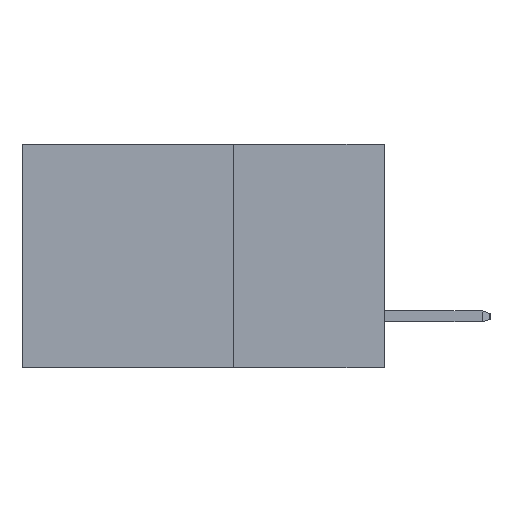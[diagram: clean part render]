
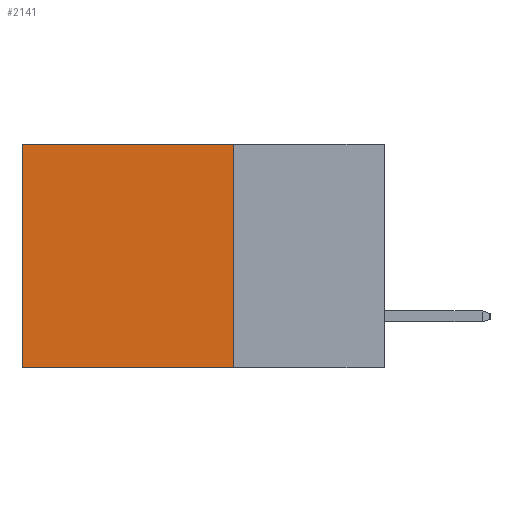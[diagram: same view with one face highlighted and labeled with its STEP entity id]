
A CAD part, left-side view. The second image highlights one B-rep face of the part: STEP entity #2141.
In plain terms, the highlighted planar face has unit normal (-1, 0, 0).
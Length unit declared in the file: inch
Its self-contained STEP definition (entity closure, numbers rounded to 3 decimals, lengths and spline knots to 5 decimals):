
#489 = DIRECTION ( 'NONE',  ( 0., 0., -1. ) ) ;
#963 = LINE ( 'NONE', #3393, #7684 ) ;
#1562 = DIRECTION ( 'NONE',  ( 0., 1., 0. ) ) ;
#1706 = LINE ( 'NONE', #3337, #11436 ) ;
#1881 = VERTEX_POINT ( 'NONE', #13996 ) ;
#2141 = ADVANCED_FACE ( 'NONE', ( #13884 ), #12943, .F. ) ;
#2180 = DIRECTION ( 'NONE',  ( 0., 1., 0. ) ) ;
#2768 = VECTOR ( 'NONE', #489, 39.37008 ) ;
#3337 = CARTESIAN_POINT ( 'NONE',  ( 0.298, 0.25, 0. ) ) ;
#3393 = CARTESIAN_POINT ( 'NONE',  ( 0.298, 0.25, 0. ) ) ;
#3975 = EDGE_LOOP ( 'NONE', ( #6067, #11263, #13823, #11528 ) ) ;
#4557 = DIRECTION ( 'NONE',  ( 0., 0., -1. ) ) ;
#5014 = EDGE_CURVE ( 'NONE', #12487, #11148, #12147, .T. ) ;
#5157 = LINE ( 'NONE', #5186, #10599 ) ;
#5186 = CARTESIAN_POINT ( 'NONE',  ( 0.298, 0.25, -0.37 ) ) ;
#5757 = CARTESIAN_POINT ( 'NONE',  ( 0.298, 0.6, -0.37 ) ) ;
#6067 = ORIENTED_EDGE ( 'NONE', *, *, #5014, .T. ) ;
#6744 = EDGE_CURVE ( 'NONE', #9551, #11148, #5157, .T. ) ;
#7684 = VECTOR ( 'NONE', #2180, 39.37008 ) ;
#8649 = CARTESIAN_POINT ( 'NONE',  ( 0.298, 0.25, -0.37 ) ) ;
#9210 = EDGE_CURVE ( 'NONE', #1881, #9551, #1706, .T. ) ;
#9551 = VERTEX_POINT ( 'NONE', #8649 ) ;
#9644 = CARTESIAN_POINT ( 'NONE',  ( 0.298, 0.6, 0. ) ) ;
#10599 = VECTOR ( 'NONE', #1562, 39.37008 ) ;
#11148 = VERTEX_POINT ( 'NONE', #5757 ) ;
#11156 = EDGE_CURVE ( 'NONE', #1881, #12487, #963, .T. ) ;
#11263 = ORIENTED_EDGE ( 'NONE', *, *, #6744, .F. ) ;
#11330 = AXIS2_PLACEMENT_3D ( 'NONE', #13127, #12819, #12685 ) ;
#11436 = VECTOR ( 'NONE', #4557, 39.37008 ) ;
#11528 = ORIENTED_EDGE ( 'NONE', *, *, #11156, .T. ) ;
#12147 = LINE ( 'NONE', #14634, #2768 ) ;
#12487 = VERTEX_POINT ( 'NONE', #9644 ) ;
#12685 = DIRECTION ( 'NONE',  ( 0., 0., -1. ) ) ;
#12819 = DIRECTION ( 'NONE',  ( 1., 0., 0. ) ) ;
#12943 = PLANE ( 'NONE',  #11330 ) ;
#13127 = CARTESIAN_POINT ( 'NONE',  ( 0.298, 0.25, 0. ) ) ;
#13823 = ORIENTED_EDGE ( 'NONE', *, *, #9210, .F. ) ;
#13884 = FACE_OUTER_BOUND ( 'NONE', #3975, .T. ) ;
#13996 = CARTESIAN_POINT ( 'NONE',  ( 0.298, 0.25, 0. ) ) ;
#14634 = CARTESIAN_POINT ( 'NONE',  ( 0.298, 0.6, 0. ) ) ;
